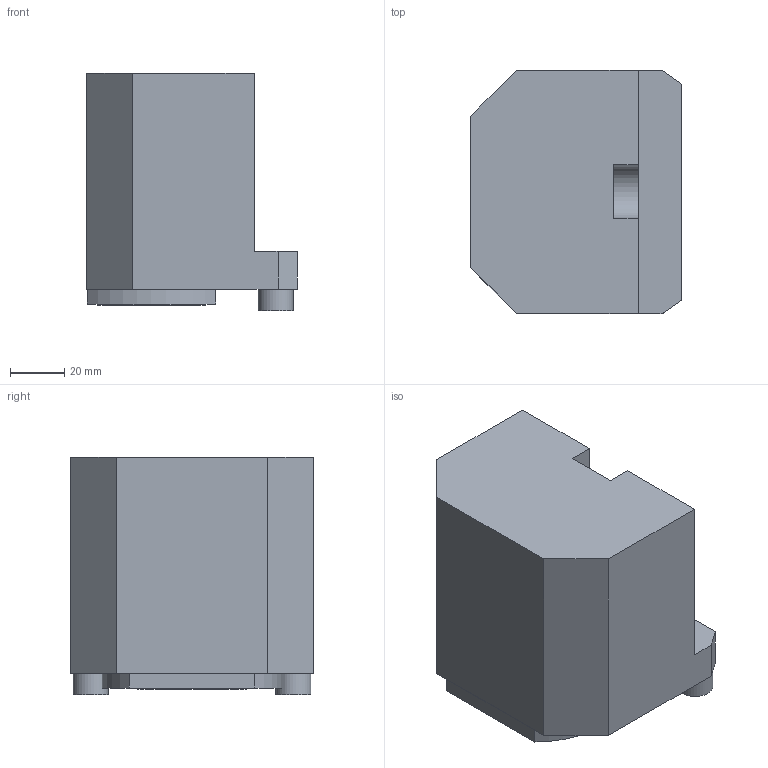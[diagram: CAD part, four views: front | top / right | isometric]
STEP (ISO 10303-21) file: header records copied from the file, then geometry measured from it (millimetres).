
FILE_DESCRIPTION(/* description */ (''),/* implementation_level */ '2;1');
FILE_NAME(/* name */ '1528879546937.stp',/* time_stamp */ '2018-06-13T10:45:52+02:00',/* author */ (''),/* organization */ ('SMS'),/* preprocessor_version */ 'ST-DEVELOPER v15',/* originating_system */ 'SIEMENS PLM Software NX 8.5',/* authorisation */ '');
FILE_SCHEMA (('AUTOMOTIVE_DESIGN { 1 0 10303 214 3 1 1 1 }'));
Length unit declared in the file: millimetre
Products named in the file (1): 200835884mod000_01
Bounding box: 78 x 90 x 88 mm (x, y, z)
Volume: 441206.9 mm3; surface area: 40908.5 mm2
Topology: 1 solids, 1 shells, 38 faces, 91 edges, 62 vertices
Faces by surface type: plane 24, cylinder 8, cone 6
Full cylindrical faces by diameter (mm): 2.5 x1, 13 x2, 31.6 x1, 40 x1
Entity records: 1160 total; most frequent: CARTESIAN_POINT 239, DIRECTION 192, ORIENTED_EDGE 164, EDGE_CURVE 82, AXIS2_PLACEMENT_3D 69, VERTEX_POINT 58, LINE 54, VECTOR 54
